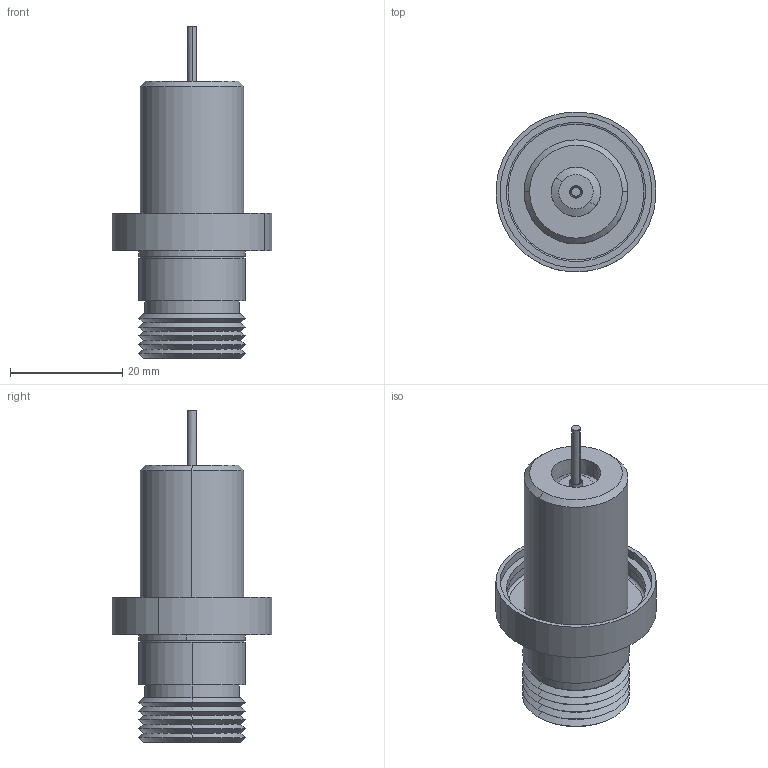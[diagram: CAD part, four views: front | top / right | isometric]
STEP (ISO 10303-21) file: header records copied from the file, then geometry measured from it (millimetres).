
FILE_DESCRIPTION (( 'STEP AP203' ), '1' );
FILE_NAME ('A2607-1-W.STEP', '2013-06-12T12:10:21', ( '' ), ( '' ), 'SwSTEP 2.0', 'SolidWorks 2012', '' );
FILE_SCHEMA (( 'CONFIG_CONTROL_DESIGN' ));
Length unit declared in the file: inch
Products named in the file (1): A2607-1-W
Bounding box: 28.42 x 28.42 x 59.11 mm (x, y, z)
Volume: 11716.1 mm3; surface area: 7112.1 mm2
Topology: 2 solids, 2 shells, 90 faces, 180 edges, 110 vertices
Faces by surface type: cone 34, cylinder 30, plane 20, torus 6
Entity records: 2441 total; most frequent: DIRECTION 478, CARTESIAN_POINT 381, ORIENTED_EDGE 360, AXIS2_PLACEMENT_3D 207, EDGE_CURVE 180, CIRCLE 116, VERTEX_POINT 110, EDGE_LOOP 108
